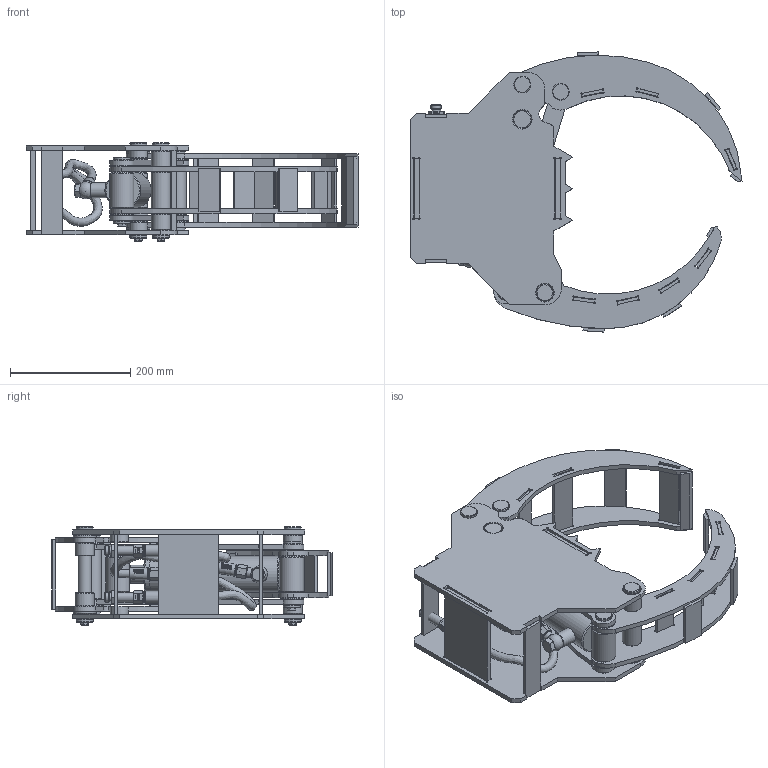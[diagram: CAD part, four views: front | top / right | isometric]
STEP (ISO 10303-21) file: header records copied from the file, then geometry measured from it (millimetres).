
FILE_DESCRIPTION(('FreeCAD Model'),'2;1');
FILE_NAME('Open CASCADE Shape Model','2025-05-04T13:32:23',('FreeCAD'),( 'FreeCAD'),'Open CASCADE STEP processor 7.6','FreeCAD','Unknown');
FILE_SCHEMA(('AUTOMOTIVE_DESIGN { 1 0 10303 214 1 1 1 1 }'));
Products named in the file (1): Open CASCADE STEP translator 7.6 1
Bounding box: 552.33 x 465.92 x 163.5 mm (x, y, z)
Volume: 3843471.6 mm3; surface area: 1149191.5 mm2
Topology: 78 solids, 78 shells, 1930 faces, 4899 edges, 3170 vertices
Faces by surface type: plane 1017, cylinder 545, cone 278, torus 82, sphere 4, bspline 4
Full cylindrical faces by diameter (mm): 4 x4, 5.5 x2, 6 x8, 6.647 x4, 7.5 x4, 8 x8, 8.2 x4, 9 x2, 9.6 x4, 10 x8, 10.15 x4, 10.9 x4, 12 x4, 13.852 x4, 13.86 x2, 14 x6, 14.376 x4, 14.4 x4, 14.5 x4, 16 x6, 16.7 x4, 20 x10, 22 x16, 22.1 x6, 22.5 x2, 25 x2, 28 x8, 29 x14, 29.2 x2, 30 x5
Entity records: 73520 total; most frequent: CARTESIAN_POINT 26753, ORIENTED_EDGE 9786, DIRECTION 9632, EDGE_CURVE 4893, AXIS2_PLACEMENT_3D 3623, VERTEX_POINT 3170, LINE 2386, VECTOR 2386
